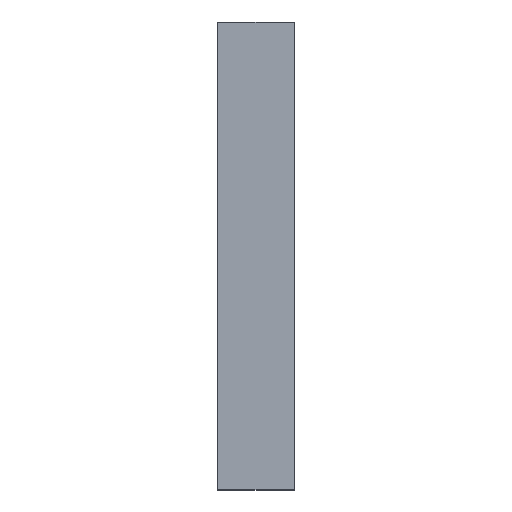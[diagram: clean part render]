
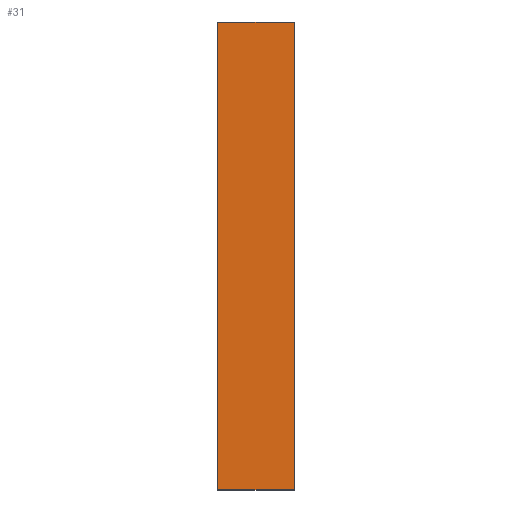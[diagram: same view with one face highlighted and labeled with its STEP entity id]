
A CAD part, top view. The second image highlights one B-rep face of the part: STEP entity #31.
In plain terms, the highlighted planar face has unit normal (0, 0, 1).
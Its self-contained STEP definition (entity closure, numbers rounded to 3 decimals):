
#31=ADVANCED_FACE('',(#61),#62,.T.);
#61=FACE_OUTER_BOUND('',#87,.T.);
#62=PLANE('',#88);
#87=EDGE_LOOP('',(#107,#108,#109,#110));
#88=AXIS2_PLACEMENT_3D('',#111,#112,#113);
#107=ORIENTED_EDGE('',*,*,#156,.T.);
#108=ORIENTED_EDGE('',*,*,#157,.T.);
#109=ORIENTED_EDGE('',*,*,#158,.T.);
#110=ORIENTED_EDGE('',*,*,#159,.T.);
#111=CARTESIAN_POINT('',(0.0,0.0,2.0));
#112=DIRECTION('',(0.0,0.0,1.0));
#113=DIRECTION('',(1.0,0.0,0.0));
#156=EDGE_CURVE('',#175,#176,#177,.T.);
#157=EDGE_CURVE('',#176,#178,#179,.T.);
#158=EDGE_CURVE('',#178,#180,#181,.T.);
#159=EDGE_CURVE('',#180,#175,#182,.T.);
#175=VERTEX_POINT('',#202);
#176=VERTEX_POINT('',#203);
#177=LINE('',#204,#205);
#178=VERTEX_POINT('',#206);
#179=LINE('',#207,#208);
#180=VERTEX_POINT('',#209);
#181=LINE('',#210,#211);
#182=LINE('',#212,#213);
#202=CARTESIAN_POINT('',(90.0,-550.0,2.0));
#203=CARTESIAN_POINT('',(90.0,550.0,2.0));
#204=CARTESIAN_POINT('',(90.0,0.0,2.0));
#205=VECTOR('',#240,1.0);
#206=CARTESIAN_POINT('',(-90.0,550.0,2.0));
#207=CARTESIAN_POINT('',(0.0,550.0,2.0));
#208=VECTOR('',#241,1.0);
#209=CARTESIAN_POINT('',(-90.0,-550.0,2.0));
#210=CARTESIAN_POINT('',(-90.0,0.0,2.0));
#211=VECTOR('',#242,1.0);
#212=CARTESIAN_POINT('',(0.0,-550.0,2.0));
#213=VECTOR('',#243,1.0);
#240=DIRECTION('',(0.0,1.0,0.0));
#241=DIRECTION('',(-1.0,0.0,0.0));
#242=DIRECTION('',(0.0,-1.0,0.0));
#243=DIRECTION('',(1.0,0.0,0.0));
